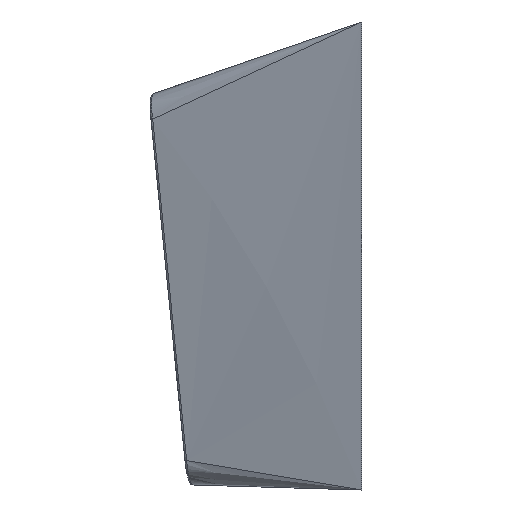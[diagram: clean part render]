
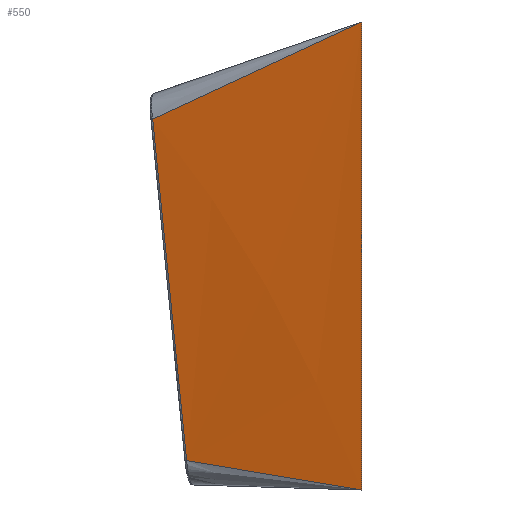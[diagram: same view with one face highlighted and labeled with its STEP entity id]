
A CAD part, left-side view. The second image highlights one B-rep face of the part: STEP entity #550.
In plain terms, the highlighted free-form (B-spline) face has degree [3, 1] with [6, 2] control points.
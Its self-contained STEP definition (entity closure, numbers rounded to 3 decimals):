
#4 = CARTESIAN_POINT ( 'NONE',  ( 2.435, 7.468, 14.526 ) ) ;
#10 = CARTESIAN_POINT ( 'NONE',  ( 1.504, 4.634, 15.852 ) ) ;
#14 = ORIENTED_EDGE ( 'NONE', *, *, #860, .F. ) ;
#27 = CARTESIAN_POINT ( 'NONE',  ( 2.621, 6.879, 2.566 ) ) ;
#108 = VERTEX_POINT ( 'NONE', #487 ) ;
#128 = CARTESIAN_POINT ( 'NONE',  ( 1.667, 5.133, 15.619 ) ) ;
#137 = CARTESIAN_POINT ( 'NONE',  ( 1.987, 6.108, 15.164 ) ) ;
#142 = CARTESIAN_POINT ( 'NONE',  ( 2.475, 7.591, 14.469 ) ) ;
#164 = CARTESIAN_POINT ( 'NONE',  ( 0., 0., 18. ) ) ;
#176 = CARTESIAN_POINT ( 'NONE',  ( 2.622, 7.307, 6.869 ) ) ;
#216 = EDGE_CURVE ( 'NONE', #1215, #718, #276, .T. ) ;
#223 = CARTESIAN_POINT ( 'NONE',  ( 0., 0., 18. ) ) ;
#234 = CARTESIAN_POINT ( 'NONE',  ( 2.65, 7.966, 12.676 ) ) ;
#276 = B_SPLINE_CURVE_WITH_KNOTS ( 'NONE', 3,
 ( #1389, #695, #845, #965, #819, #10, #128, #1658, #685, #137, #1519, #1109, #1398, #1510, #1530, #4, #974, #142, #1650, #1115, #281, #1261, #425, #409, #1783, #571 ),
 .UNSPECIFIED., .F., .F.,
 ( 4, 2, 2, 1, 2, 2, 1, 2, 2, 1, 2, 2, 1, 1, 1, 4 ),
 ( 0., 0.488, 0.549, 0.61, 0.732, 0.762, 0.793, 0.853, 0.914, 0.93, 0.937, 0.938, 0.939, 0.941, 0.945, 0.975 ),
 .UNSPECIFIED. ) ;
#281 = CARTESIAN_POINT ( 'NONE',  ( 2.488, 7.631, 14.45 ) ) ;
#290 = LINE ( 'NONE', #1276, #1600 ) ;
#292 = CARTESIAN_POINT ( 'NONE',  ( 2.623, 7.592, 9.738 ) ) ;
#406 = CARTESIAN_POINT ( 'NONE',  ( 2.623, 7.742, 11.244 ) ) ;
#409 = CARTESIAN_POINT ( 'NONE',  ( 2.564, 7.859, 14.343 ) ) ;
#425 = CARTESIAN_POINT ( 'NONE',  ( 2.505, 7.68, 14.427 ) ) ;
#432 = DIRECTION ( 'NONE',  ( 0., 0., -1. ) ) ;
#450 = B_SPLINE_SURFACE_WITH_KNOTS ( 'NONE', 3, 1, ( 
 ( #1569, #1275 ),
 ( #1574, #1692 ),
 ( #1015, #1294 ),
 ( #1579, #1708 ),
 ( #1214, #234 ),
 ( #223, #642 ) ),
 .UNSPECIFIED., .F., .F., .F.,
 ( 4, 2, 4 ),
 ( 2, 2 ),
 ( 0., 0.5, 1. ),
 ( 0., 1. ),
 .UNSPECIFIED. ) ;
#455 = B_SPLINE_CURVE_WITH_KNOTS ( 'NONE', 3,
 ( #832, #838, #406, #292, #1007, #176, #730, #1285, #27, #593 ),
 .UNSPECIFIED., .F., .F.,
 ( 4, 3, 3, 4 ),
 ( 0., 0.005, 0.009, 0.013 ),
 .UNSPECIFIED. ) ;
#487 = CARTESIAN_POINT ( 'NONE',  ( 2.621, 6.737, 1.131 ) ) ;
#529 = EDGE_CURVE ( 'NONE', #718, #108, #455, .T. ) ;
#550 = ADVANCED_FACE ( 'NONE', ( #1559 ), #450, .T. ) ;
#571 = CARTESIAN_POINT ( 'NONE',  ( 2.624, 8.041, 14.257 ) ) ;
#593 = CARTESIAN_POINT ( 'NONE',  ( 2.621, 6.737, 1.131 ) ) ;
#630 = VERTEX_POINT ( 'NONE', #1626 ) ;
#642 = CARTESIAN_POINT ( 'NONE',  ( 2.65, 8.215, 15.171 ) ) ;
#685 = CARTESIAN_POINT ( 'NONE',  ( 1.96, 6.027, 15.202 ) ) ;
#695 = CARTESIAN_POINT ( 'NONE',  ( 0.446, 1.384, 17.362 ) ) ;
#715 = ORIENTED_EDGE ( 'NONE', *, *, #900, .T. ) ;
#718 = VERTEX_POINT ( 'NONE', #1654 ) ;
#723 = CARTESIAN_POINT ( 'NONE',  ( 0., 0., 0. ) ) ;
#730 = CARTESIAN_POINT ( 'NONE',  ( 2.622, 7.164, 5.435 ) ) ;
#819 = CARTESIAN_POINT ( 'NONE',  ( 1.395, 4.299, 16.008 ) ) ;
#832 = CARTESIAN_POINT ( 'NONE',  ( 2.624, 8.041, 14.257 ) ) ;
#838 = CARTESIAN_POINT ( 'NONE',  ( 2.624, 7.891, 12.751 ) ) ;
#845 = CARTESIAN_POINT ( 'NONE',  ( 0.875, 2.707, 16.749 ) ) ;
#853 = CARTESIAN_POINT ( 'NONE',  ( 2.621, 6.737, 1.131 ) ) ;
#859 = CARTESIAN_POINT ( 'NONE',  ( 1.815, 4.634, 0.791 ) ) ;
#860 = EDGE_CURVE ( 'NONE', #1215, #630, #290, .T. ) ;
#900 = EDGE_CURVE ( 'NONE', #108, #630, #1202, .T. ) ;
#965 = CARTESIAN_POINT ( 'NONE',  ( 1.338, 4.126, 16.089 ) ) ;
#974 = CARTESIAN_POINT ( 'NONE',  ( 2.455, 7.53, 14.497 ) ) ;
#989 = ORIENTED_EDGE ( 'NONE', *, *, #216, .T. ) ;
#990 = CARTESIAN_POINT ( 'NONE',  ( 0.942, 2.388, 0.414 ) ) ;
#1007 = CARTESIAN_POINT ( 'NONE',  ( 2.623, 7.449, 8.304 ) ) ;
#1015 = CARTESIAN_POINT ( 'NONE',  ( 0., 0., 6. ) ) ;
#1109 = CARTESIAN_POINT ( 'NONE',  ( 2.123, 6.524, 14.969 ) ) ;
#1115 = CARTESIAN_POINT ( 'NONE',  ( 2.485, 7.62, 14.455 ) ) ;
#1202 = B_SPLINE_CURVE_WITH_KNOTS ( 'NONE', 3,
 ( #853, #859, #990, #723 ),
 .UNSPECIFIED., .F., .F.,
 ( 4, 4 ),
 ( 0.012, 1. ),
 .UNSPECIFIED. ) ;
#1214 = CARTESIAN_POINT ( 'NONE',  ( 0., 0., 15. ) ) ;
#1215 = VERTEX_POINT ( 'NONE', #164 ) ;
#1261 = CARTESIAN_POINT ( 'NONE',  ( 2.493, 7.646, 14.443 ) ) ;
#1275 = CARTESIAN_POINT ( 'NONE',  ( 2.65, 6.72, 0.199 ) ) ;
#1276 = CARTESIAN_POINT ( 'NONE',  ( 0., 0., 18. ) ) ;
#1285 = CARTESIAN_POINT ( 'NONE',  ( 2.621, 7.022, 4. ) ) ;
#1294 = CARTESIAN_POINT ( 'NONE',  ( 2.65, 7.218, 5.19 ) ) ;
#1389 = CARTESIAN_POINT ( 'NONE',  ( 0., 0., 18. ) ) ;
#1398 = CARTESIAN_POINT ( 'NONE',  ( 2.205, 6.77, 14.854 ) ) ;
#1510 = CARTESIAN_POINT ( 'NONE',  ( 2.312, 7.097, 14.7 ) ) ;
#1519 = CARTESIAN_POINT ( 'NONE',  ( 2.042, 6.275, 15.086 ) ) ;
#1530 = CARTESIAN_POINT ( 'NONE',  ( 2.367, 7.263, 14.623 ) ) ;
#1559 = FACE_OUTER_BOUND ( 'NONE', #1664, .T. ) ;
#1569 = CARTESIAN_POINT ( 'NONE',  ( 0., 0., 0. ) ) ;
#1574 = CARTESIAN_POINT ( 'NONE',  ( 0., 0., 3. ) ) ;
#1579 = CARTESIAN_POINT ( 'NONE',  ( 0., 0., 12. ) ) ;
#1600 = VECTOR ( 'NONE', #432, 1000. ) ;
#1607 = ORIENTED_EDGE ( 'NONE', *, *, #529, .T. ) ;
#1626 = CARTESIAN_POINT ( 'NONE',  ( 0., 0., 0. ) ) ;
#1650 = CARTESIAN_POINT ( 'NONE',  ( 2.483, 7.614, 14.458 ) ) ;
#1654 = CARTESIAN_POINT ( 'NONE',  ( 2.624, 8.041, 14.257 ) ) ;
#1658 = CARTESIAN_POINT ( 'NONE',  ( 1.828, 5.624, 15.39 ) ) ;
#1664 = EDGE_LOOP ( 'NONE', ( #989, #1607, #715, #14 ) ) ;
#1692 = CARTESIAN_POINT ( 'NONE',  ( 2.65, 6.969, 2.695 ) ) ;
#1708 = CARTESIAN_POINT ( 'NONE',  ( 2.65, 7.716, 10.181 ) ) ;
#1783 = CARTESIAN_POINT ( 'NONE',  ( 2.603, 7.977, 14.288 ) ) ;
